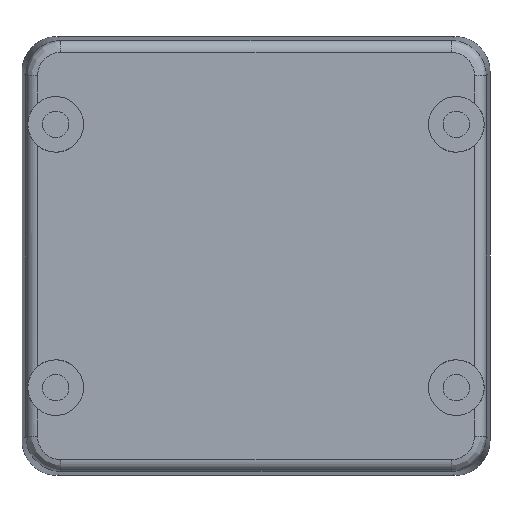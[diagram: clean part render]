
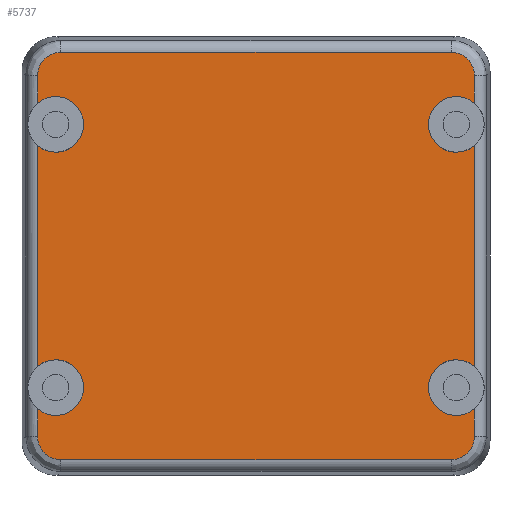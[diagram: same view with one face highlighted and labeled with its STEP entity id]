
A CAD part, front view. The second image highlights one B-rep face of the part: STEP entity #5737.
In plain terms, the highlighted planar face has unit normal (0, -1, 0).
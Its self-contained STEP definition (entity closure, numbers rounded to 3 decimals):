
#2530=DIRECTION('',(0.,0.,1.));
#2531=VECTOR('',#2530,37.779);
#2532=CARTESIAN_POINT('',(37.336,-40.,-18.889));
#2533=LINE('',#2532,#2531);
#2537=CARTESIAN_POINT('',(34.25,-40.,-22.5));
#2538=DIRECTION('',(0.,-1.,0.));
#2539=DIRECTION('',(0.65,0.,0.76));
#2540=AXIS2_PLACEMENT_3D('',#2537,#2538,#2539);
#2545=CARTESIAN_POINT('',(34.25,-40.,-22.5));
#2546=DIRECTION('',(0.,-1.,0.));
#2547=DIRECTION('',(-1.,0.,0.));
#2548=AXIS2_PLACEMENT_3D('',#2545,#2546,#2547);
#2553=DIRECTION('',(0.,0.,1.));
#2554=VECTOR('',#2553,4.726);
#2555=CARTESIAN_POINT('',(37.336,-40.,
-30.837));
#2556=LINE('',#2555,#2554);
#2560=CARTESIAN_POINT('',(33.337,-40.,
-34.836));
#2561=CARTESIAN_POINT('',(33.602,-40.,
-34.836));
#2562=CARTESIAN_POINT('',(34.12,-40.,
-34.785));
#2563=CARTESIAN_POINT('',(34.877,-40.,-34.556));
#2564=CARTESIAN_POINT('',(35.573,-40.,-34.184));
#2565=CARTESIAN_POINT('',(36.183,-40.,-33.683));
#2566=CARTESIAN_POINT('',(36.684,-40.,-33.073));
#2567=CARTESIAN_POINT('',(37.056,-40.,-32.377));
#2568=CARTESIAN_POINT('',(37.285,-40.,
-31.62));
#2569=CARTESIAN_POINT('',(37.336,-40.,
-31.102));
#2570=CARTESIAN_POINT('',(37.336,-40.,
-30.837));
#2575=DIRECTION('',(1.,0.,0.));
#2576=VECTOR('',#2575,66.674);
#2577=CARTESIAN_POINT('',(-33.337,-40.,
-34.836));
#2578=LINE('',#2577,#2576);
#2582=CARTESIAN_POINT('',(-37.336,-40.,
-30.837));
#2583=CARTESIAN_POINT('',(-37.336,-40.,
-31.102));
#2584=CARTESIAN_POINT('',(-37.285,-40.,
-31.62));
#2585=CARTESIAN_POINT('',(-37.056,-40.,-32.377));
#2586=CARTESIAN_POINT('',(-36.684,-40.,-33.073));
#2587=CARTESIAN_POINT('',(-36.183,-40.,-33.683));
#2588=CARTESIAN_POINT('',(-35.573,-40.,-34.184));
#2589=CARTESIAN_POINT('',(-34.877,-40.,-34.556));
#2590=CARTESIAN_POINT('',(-34.12,-40.,
-34.785));
#2591=CARTESIAN_POINT('',(-33.602,-40.,
-34.836));
#2592=CARTESIAN_POINT('',(-33.337,-40.,
-34.836));
#2597=DIRECTION('',(0.,0.,-1.));
#2598=VECTOR('',#2597,4.726);
#2599=CARTESIAN_POINT('',(-37.336,-40.,-26.111));
#2600=LINE('',#2599,#2598);
#2604=CARTESIAN_POINT('',(-34.25,-40.,-22.5));
#2605=DIRECTION('',(0.,-1.,0.));
#2606=DIRECTION('',(-0.65,0.,-0.76));
#2607=AXIS2_PLACEMENT_3D('',#2604,#2605,#2606);
#2612=CARTESIAN_POINT('',(-34.25,-40.,-22.5));
#2613=DIRECTION('',(0.,-1.,0.));
#2614=DIRECTION('',(1.,0.,0.));
#2615=AXIS2_PLACEMENT_3D('',#2612,#2613,#2614);
#2620=DIRECTION('',(0.,0.,-1.));
#2621=VECTOR('',#2620,37.779);
#2622=CARTESIAN_POINT('',(-37.336,-40.,18.889));
#2623=LINE('',#2622,#2621);
#2627=CARTESIAN_POINT('',(-34.25,-40.,22.5));
#2628=DIRECTION('',(0.,-1.,0.));
#2629=DIRECTION('',(-0.65,0.,-0.76));
#2630=AXIS2_PLACEMENT_3D('',#2627,#2628,#2629);
#2635=CARTESIAN_POINT('',(-34.25,-40.,22.5));
#2636=DIRECTION('',(0.,-1.,0.));
#2637=DIRECTION('',(1.,0.,0.));
#2638=AXIS2_PLACEMENT_3D('',#2635,#2636,#2637);
#2643=DIRECTION('',(0.,0.,-1.));
#2644=VECTOR('',#2643,4.726);
#2645=CARTESIAN_POINT('',(-37.336,-40.,
30.837));
#2646=LINE('',#2645,#2644);
#2650=CARTESIAN_POINT('',(-33.337,-40.,
34.836));
#2651=CARTESIAN_POINT('',(-33.602,-40.,
34.836));
#2652=CARTESIAN_POINT('',(-34.12,-40.,
34.785));
#2653=CARTESIAN_POINT('',(-34.877,-40.,34.556));
#2654=CARTESIAN_POINT('',(-35.573,-40.,34.184));
#2655=CARTESIAN_POINT('',(-36.183,-40.,33.683));
#2656=CARTESIAN_POINT('',(-36.684,-40.,33.073));
#2657=CARTESIAN_POINT('',(-37.056,-40.,32.377));
#2658=CARTESIAN_POINT('',(-37.285,-40.,
31.62));
#2659=CARTESIAN_POINT('',(-37.336,-40.,
31.102));
#2660=CARTESIAN_POINT('',(-37.336,-40.,
30.837));
#2665=DIRECTION('',(-1.,0.,0.));
#2666=VECTOR('',#2665,66.674);
#2667=CARTESIAN_POINT('',(33.337,-40.,34.836));
#2668=LINE('',#2667,#2666);
#2672=CARTESIAN_POINT('',(37.336,-40.,30.837));
#2673=CARTESIAN_POINT('',(37.336,-40.,31.102));
#2674=CARTESIAN_POINT('',(37.285,-40.,31.62));
#2675=CARTESIAN_POINT('',(37.056,-40.,32.377));
#2676=CARTESIAN_POINT('',(36.684,-40.,33.073));
#2677=CARTESIAN_POINT('',(36.183,-40.,33.683));
#2678=CARTESIAN_POINT('',(35.573,-40.,34.184));
#2679=CARTESIAN_POINT('',(34.877,-40.,34.556));
#2680=CARTESIAN_POINT('',(34.12,-40.,34.785));
#2681=CARTESIAN_POINT('',(33.602,-40.,34.836));
#2682=CARTESIAN_POINT('',(33.337,-40.,34.836));
#2687=DIRECTION('',(0.,0.,1.));
#2688=VECTOR('',#2687,4.726);
#2689=CARTESIAN_POINT('',(37.336,-40.,26.111));
#2690=LINE('',#2689,#2688);
#2694=CARTESIAN_POINT('',(34.25,-40.,22.5));
#2695=DIRECTION('',(0.,-1.,0.));
#2696=DIRECTION('',(0.65,0.,0.76));
#2697=AXIS2_PLACEMENT_3D('',#2694,#2695,#2696);
#2702=CARTESIAN_POINT('',(34.25,-40.,22.5));
#2703=DIRECTION('',(0.,-1.,0.));
#2704=DIRECTION('',(-1.,0.,0.));
#2705=AXIS2_PLACEMENT_3D('',#2702,#2703,#2704);
#3466=CARTESIAN_POINT('',(-29.5,-40.,22.5));
#3467=VERTEX_POINT('',#3466);
#3468=CARTESIAN_POINT('',(29.5,-40.,22.5));
#3469=VERTEX_POINT('',#3468);
#3470=CARTESIAN_POINT('',(29.5,-40.,-22.5));
#3471=VERTEX_POINT('',#3470);
#3472=CARTESIAN_POINT('',(-29.5,-40.,-22.5));
#3473=VERTEX_POINT('',#3472);
#3474=CARTESIAN_POINT('',(37.336,-40.,-18.889));
#3475=CARTESIAN_POINT('',(37.336,-40.,18.889));
#3476=VERTEX_POINT('',#3474);
#3477=VERTEX_POINT('',#3475);
#3478=CARTESIAN_POINT('',(37.336,-40.,
-30.837));
#3479=CARTESIAN_POINT('',(37.336,-40.,-26.111));
#3480=VERTEX_POINT('',#3478);
#3481=VERTEX_POINT('',#3479);
#3482=VERTEX_POINT('',#2560);
#3485=CARTESIAN_POINT('',(-33.337,-40.,
-34.836));
#3486=VERTEX_POINT('',#3485);
#3489=VERTEX_POINT('',#2582);
#3491=CARTESIAN_POINT('',(-37.336,-40.,-26.111));
#3492=VERTEX_POINT('',#3491);
#3493=CARTESIAN_POINT('',(-37.336,-40.,18.889));
#3494=CARTESIAN_POINT('',(-37.336,-40.,-18.889));
#3495=VERTEX_POINT('',#3493);
#3496=VERTEX_POINT('',#3494);
#3497=CARTESIAN_POINT('',(37.336,-40.,26.111));
#3498=CARTESIAN_POINT('',(37.336,-40.,30.837));
#3499=VERTEX_POINT('',#3497);
#3500=VERTEX_POINT('',#3498);
#3501=VERTEX_POINT('',#2682);
#3504=CARTESIAN_POINT('',(-33.337,-40.,
34.836));
#3505=VERTEX_POINT('',#3504);
#3508=VERTEX_POINT('',#2660);
#3510=CARTESIAN_POINT('',(-37.336,-40.,26.111));
#3511=VERTEX_POINT('',#3510);
#5692=CARTESIAN_POINT('',(0.,-40.,0.));
#5693=DIRECTION('',(0.,1.,0.));
#5694=DIRECTION('',(1.,0.,0.));
#5695=AXIS2_PLACEMENT_3D('',#5692,#5693,#5694);
#5696=PLANE('',#5695);
#5698=ORIENTED_EDGE('',*,*,#5697,.F.);
#5700=ORIENTED_EDGE('',*,*,#5699,.T.);
#5702=ORIENTED_EDGE('',*,*,#5701,.T.);
#5704=ORIENTED_EDGE('',*,*,#5703,.F.);
#5706=ORIENTED_EDGE('',*,*,#5705,.F.);
#5708=ORIENTED_EDGE('',*,*,#5707,.F.);
#5710=ORIENTED_EDGE('',*,*,#5709,.F.);
#5712=ORIENTED_EDGE('',*,*,#5711,.F.);
#5714=ORIENTED_EDGE('',*,*,#5713,.T.);
#5716=ORIENTED_EDGE('',*,*,#5715,.T.);
#5718=ORIENTED_EDGE('',*,*,#5717,.F.);
#5719=ORIENTED_EDGE('',*,*,#5682,.T.);
#5720=ORIENTED_EDGE('',*,*,#5669,.T.);
#5722=ORIENTED_EDGE('',*,*,#5721,.F.);
#5724=ORIENTED_EDGE('',*,*,#5723,.F.);
#5726=ORIENTED_EDGE('',*,*,#5725,.F.);
#5728=ORIENTED_EDGE('',*,*,#5727,.F.);
#5730=ORIENTED_EDGE('',*,*,#5729,.F.);
#5732=ORIENTED_EDGE('',*,*,#5731,.T.);
#5734=ORIENTED_EDGE('',*,*,#5733,.T.);
#5735=EDGE_LOOP('',(#5698,#5700,#5702,#5704,#5706,#5708,#5710,#5712,#5714,#5716,
#5718,#5719,#5720,#5722,#5724,#5726,#5728,#5730,#5732,#5734));
#5736=FACE_OUTER_BOUND('',#5735,.F.);
#5737=ADVANCED_FACE('',(#5736),#5696,.F.);
#2541=CIRCLE('',#2540,4.75);
#2549=CIRCLE('',#2548,4.75);
#2571=B_SPLINE_CURVE_WITH_KNOTS('',3,(#2560,#2561,#2562,#2563,#2564,#2565,#2566,
#2567,#2568,#2569,#2570),.UNSPECIFIED.,.F.,.F.,(4,1,1,1,1,1,1,1,4),(0.,
0.125,0.25,0.375,0.5,0.625,0.75,0.875,1.),.UNSPECIFIED.);
#2593=B_SPLINE_CURVE_WITH_KNOTS('',3,(#2582,#2583,#2584,#2585,#2586,#2587,#2588,
#2589,#2590,#2591,#2592),.UNSPECIFIED.,.F.,.F.,(4,1,1,1,1,1,1,1,4),(0.,
0.125,0.25,0.375,0.5,0.625,0.75,0.875,1.),.UNSPECIFIED.);
#2608=CIRCLE('',#2607,4.75);
#2616=CIRCLE('',#2615,4.75);
#2631=CIRCLE('',#2630,4.75);
#2639=CIRCLE('',#2638,4.75);
#2661=B_SPLINE_CURVE_WITH_KNOTS('',3,(#2650,#2651,#2652,#2653,#2654,#2655,#2656,
#2657,#2658,#2659,#2660),.UNSPECIFIED.,.F.,.F.,(4,1,1,1,1,1,1,1,4),(0.,
0.125,0.25,0.375,0.5,0.625,0.75,0.875,1.),.UNSPECIFIED.);
#2683=B_SPLINE_CURVE_WITH_KNOTS('',3,(#2672,#2673,#2674,#2675,#2676,#2677,#2678,
#2679,#2680,#2681,#2682),.UNSPECIFIED.,.F.,.F.,(4,1,1,1,1,1,1,1,4),(0.,
0.125,0.25,0.375,0.5,0.625,0.75,0.875,1.),.UNSPECIFIED.);
#2698=CIRCLE('',#2697,4.75);
#2706=CIRCLE('',#2705,4.75);
#5669=EDGE_CURVE('',#3467,#3511,#2639,.T.);
#5682=EDGE_CURVE('',#3495,#3467,#2631,.T.);
#5697=EDGE_CURVE('',#3476,#3477,#2533,.T.);
#5699=EDGE_CURVE('',#3476,#3471,#2541,.T.);
#5701=EDGE_CURVE('',#3471,#3481,#2549,.T.);
#5703=EDGE_CURVE('',#3480,#3481,#2556,.T.);
#5705=EDGE_CURVE('',#3482,#3480,#2571,.T.);
#5707=EDGE_CURVE('',#3486,#3482,#2578,.T.);
#5709=EDGE_CURVE('',#3489,#3486,#2593,.T.);
#5711=EDGE_CURVE('',#3492,#3489,#2600,.T.);
#5713=EDGE_CURVE('',#3492,#3473,#2608,.T.);
#5715=EDGE_CURVE('',#3473,#3496,#2616,.T.);
#5717=EDGE_CURVE('',#3495,#3496,#2623,.T.);
#5721=EDGE_CURVE('',#3508,#3511,#2646,.T.);
#5723=EDGE_CURVE('',#3505,#3508,#2661,.T.);
#5725=EDGE_CURVE('',#3501,#3505,#2668,.T.);
#5727=EDGE_CURVE('',#3500,#3501,#2683,.T.);
#5729=EDGE_CURVE('',#3499,#3500,#2690,.T.);
#5731=EDGE_CURVE('',#3499,#3469,#2698,.T.);
#5733=EDGE_CURVE('',#3469,#3477,#2706,.T.);
